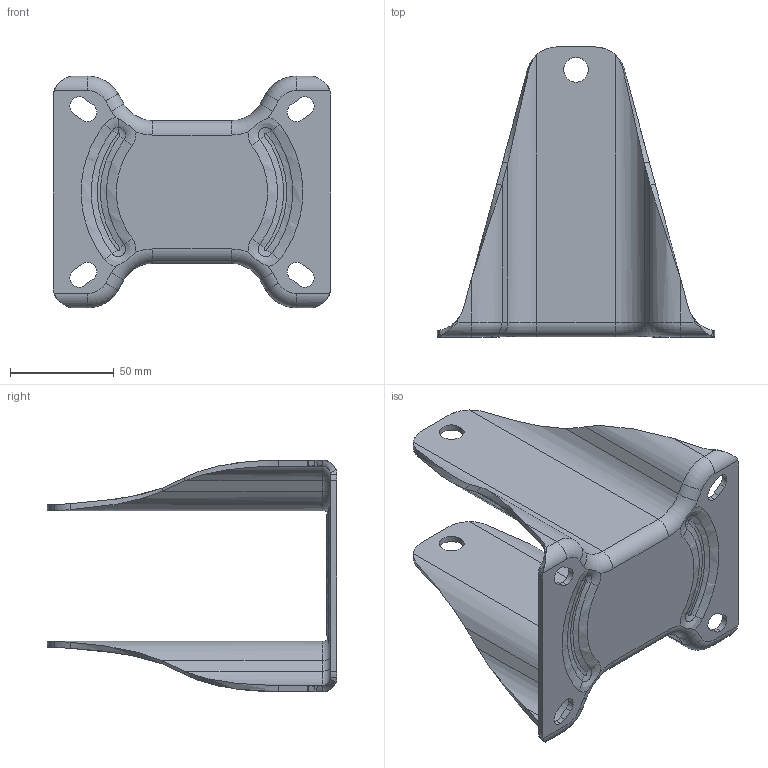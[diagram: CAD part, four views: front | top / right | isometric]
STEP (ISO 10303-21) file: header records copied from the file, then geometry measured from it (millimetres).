
FILE_DESCRIPTION(('STEP AP203'),'1');
FILE_NAME('l410_b55_181.stp','2023-02-09T10:36:28',('TraceParts'),('TraceParts S.A.'),'Spatial InterOp 3D',' ',' ');
FILE_SCHEMA(('CONFIG_CONTROL_DESIGN'));
Length unit declared in the file: millimetre
Products named in the file (1): 1
Bounding box: 134 x 140 x 112 mm (x, y, z)
Volume: 103228.8 mm3; surface area: 72153 mm2
Topology: 1 solids, 1 shells, 210 faces, 574 edges, 366 vertices
Faces by surface type: cylinder 76, bspline 60, plane 50, torus 24
Entity records: 17873 total; most frequent: CARTESIAN_POINT 13183, ORIENTED_EDGE 1148, DIRECTION 726, EDGE_CURVE 574, VERTEX_POINT 366, AXIS2_PLACEMENT_3D 291, B_SPLINE_CURVE_WITH_KNOTS 266, EDGE_LOOP 222
